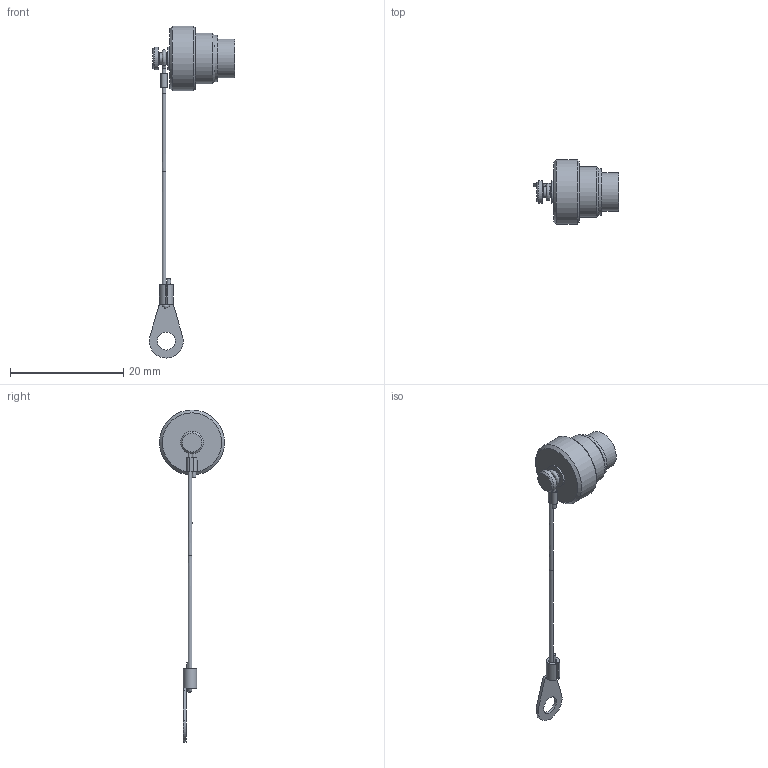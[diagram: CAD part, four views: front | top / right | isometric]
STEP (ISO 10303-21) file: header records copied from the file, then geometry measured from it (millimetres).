
FILE_DESCRIPTION(/* description */ (''),/* implementation_level */ '2;1');
FILE_NAME(/* name */ '08-0352-000-001_bg.stp',/* time_stamp */ '2010-08-06T08:34:29+02:00',/* author */ (''),/* organization */ (''),/* preprocessor_version */ 'ST-DEVELOPER v11',/* originating_system */ 'UGS - NX 5.0',/* authorisation */ '');
FILE_SCHEMA (('CONFIG_CONTROL_DESIGN'));
Length unit declared in the file: millimetre
Products named in the file (1): kbor9D31pw5f
Bounding box: 15.1 x 11.5 x 58.75 mm (x, y, z)
Volume: 633.4 mm3; surface area: 1025.3 mm2
Topology: 5 solids, 5 shells, 57 faces, 116 edges, 75 vertices
Faces by surface type: plane 25, cylinder 18, bspline 8, cone 4, torus 2
Full cylindrical faces by diameter (mm): 2 x1, 3.2 x1, 4 x2, 6.05 x1, 6.85 x1, 8.2 x1, 9 x1, 11.5 x1
Entity records: 4157 total; most frequent: CARTESIAN_POINT 3001, DIRECTION 230, ORIENTED_EDGE 172, AXIS2_PLACEMENT_3D 97, EDGE_LOOP 90, EDGE_CURVE 86, VERTEX_POINT 68, FACE_BOUND 66
